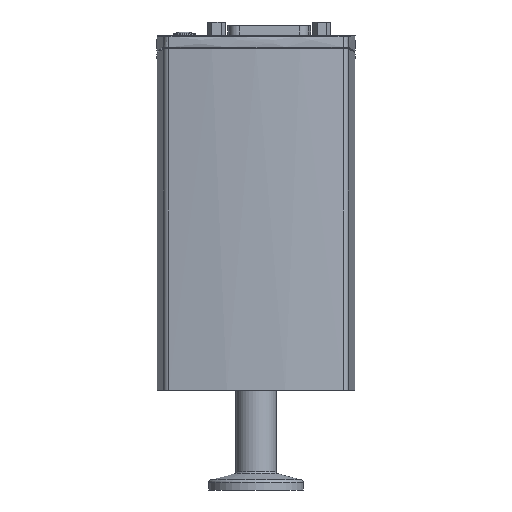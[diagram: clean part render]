
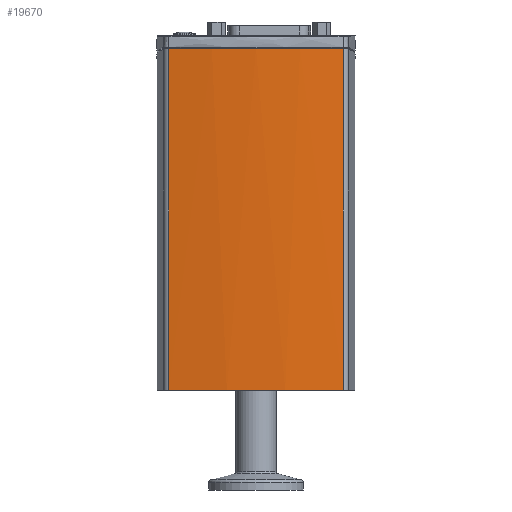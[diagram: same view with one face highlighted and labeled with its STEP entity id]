
A CAD part, left-side view. The second image highlights one B-rep face of the part: STEP entity #19670.
In plain terms, the highlighted cylindrical face has radius 170 mm (diameter 340 mm), a partial arc.
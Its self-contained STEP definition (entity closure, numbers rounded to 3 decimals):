
#483=B_SPLINE_CURVE_WITH_KNOTS('',3,(#37014,#37015,#37016,#37017,#37018,
#37019),.UNSPECIFIED.,.F.,.F.,(4,2,4),(3.561,5.341,
6.145),.UNSPECIFIED.);
#484=B_SPLINE_CURVE_WITH_KNOTS('',3,(#37026,#37027,#37028,#37029,#37030,
#37031),.UNSPECIFIED.,.F.,.F.,(4,2,4),(0.977,1.78,
3.561),.UNSPECIFIED.);
#1771=LINE('',#37021,#3284);
#1772=LINE('',#37025,#3285);
#3284=VECTOR('',#25299,108.186);
#3285=VECTOR('',#25302,108.186);
#5123=FACE_OUTER_BOUND('',#6358,.T.);
#6358=EDGE_LOOP('',(#15600,#15601,#15602,#15603,#15604));
#7323=CIRCLE('',#21217,170.);
#8790=VERTEX_POINT('',#37012);
#8791=VERTEX_POINT('',#37013);
#8792=VERTEX_POINT('',#37020);
#8793=VERTEX_POINT('',#37022);
#8794=VERTEX_POINT('',#37024);
#11156=EDGE_CURVE('',#8790,#8791,#483,.T.);
#11157=EDGE_CURVE('',#8792,#8791,#1771,.T.);
#11158=EDGE_CURVE('',#8793,#8792,#7323,.T.);
#11159=EDGE_CURVE('',#8793,#8794,#1772,.T.);
#11160=EDGE_CURVE('',#8794,#8790,#484,.T.);
#15600=ORIENTED_EDGE('',*,*,#11156,.T.);
#15601=ORIENTED_EDGE('',*,*,#11157,.F.);
#15602=ORIENTED_EDGE('',*,*,#11158,.F.);
#15603=ORIENTED_EDGE('',*,*,#11159,.T.);
#15604=ORIENTED_EDGE('',*,*,#11160,.T.);
#17749=CYLINDRICAL_SURFACE('',#21216,170.);
#19670=ADVANCED_FACE('',(#5123),#17749,.T.);
#21216=AXIS2_PLACEMENT_3D('',#37011,#25297,#25298);
#21217=AXIS2_PLACEMENT_3D('',#37023,#25300,#25301);
#25297=DIRECTION('center_axis',(0.,0.,
1.));
#25298=DIRECTION('ref_axis',(1.,0.,0.));
#25299=DIRECTION('',(0.,0.,1.));
#25300=DIRECTION('center_axis',(0.,0.,
-1.));
#25301=DIRECTION('ref_axis',(1.,0.,0.));
#25302=DIRECTION('',(0.,0.,1.));
#37011=CARTESIAN_POINT('Origin',(138.5,0.,
9.));
#37012=CARTESIAN_POINT('',(-31.5,0.,117.2));
#37013=CARTESIAN_POINT('',(-29.245,27.596,117.186));
#37014=CARTESIAN_POINT('Ctrl Pts',(-31.5,0.,
117.2));
#37015=CARTESIAN_POINT('Ctrl Pts',(-31.5,5.934,117.2));
#37016=CARTESIAN_POINT('Ctrl Pts',(-31.169,12.447,117.201));
#37017=CARTESIAN_POINT('Ctrl Pts',(-30.117,21.836,117.195));
#37018=CARTESIAN_POINT('Ctrl Pts',(-29.714,24.748,117.192));
#37019=CARTESIAN_POINT('Ctrl Pts',(-29.245,27.596,117.186));
#37020=CARTESIAN_POINT('',(-29.245,27.596,9.));
#37021=CARTESIAN_POINT('',(-29.245,27.596,9.));
#37022=CARTESIAN_POINT('',(-29.245,-27.596,9.));
#37023=CARTESIAN_POINT('Origin',(138.5,0.,
9.));
#37024=CARTESIAN_POINT('',(-29.245,-27.596,117.186));
#37025=CARTESIAN_POINT('',(-29.245,-27.596,9.));
#37026=CARTESIAN_POINT('Ctrl Pts',(-29.245,-27.596,117.186));
#37027=CARTESIAN_POINT('Ctrl Pts',(-29.714,-24.748,117.192));
#37028=CARTESIAN_POINT('Ctrl Pts',(-30.117,-21.836,
117.195));
#37029=CARTESIAN_POINT('Ctrl Pts',(-31.169,-12.447,
117.201));
#37030=CARTESIAN_POINT('Ctrl Pts',(-31.5,-5.934,
117.2));
#37031=CARTESIAN_POINT('Ctrl Pts',(-31.5,0.,
117.2));
